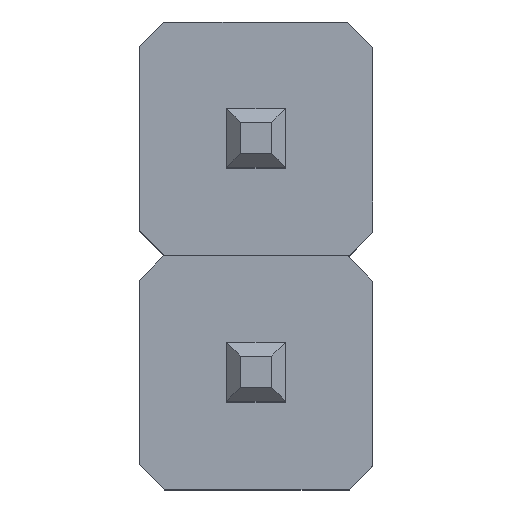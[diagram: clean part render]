
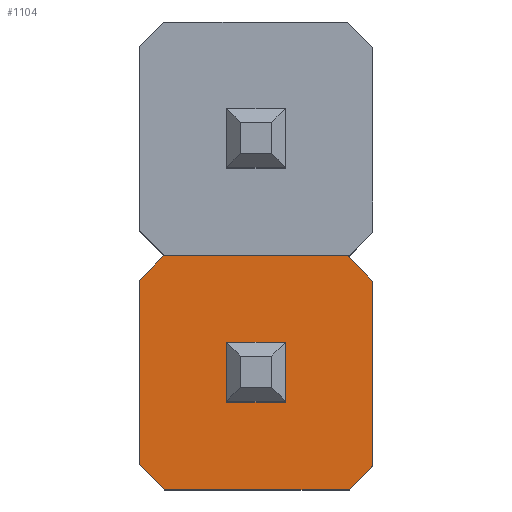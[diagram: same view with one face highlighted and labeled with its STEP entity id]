
A CAD part, top view. The second image highlights one B-rep face of the part: STEP entity #1104.
In plain terms, the highlighted planar face has unit normal (0, 0, 1).
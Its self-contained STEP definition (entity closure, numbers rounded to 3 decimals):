
#22=FACE_BOUND('',#112,.T.);
#44=FACE_OUTER_BOUND('',#111,.T.);
#111=EDGE_LOOP('',(#789,#790,#791,#792,#793,#794,#795,#796));
#112=EDGE_LOOP('',(#797,#798,#799,#800));
#182=LINE('',#1560,#334);
#185=LINE('',#1565,#337);
#187=LINE('',#1569,#339);
#188=LINE('',#1571,#340);
#191=LINE('',#1579,#343);
#194=LINE('',#1585,#346);
#197=LINE('',#1591,#349);
#200=LINE('',#1597,#352);
#203=LINE('',#1603,#355);
#206=LINE('',#1609,#358);
#209=LINE('',#1615,#361);
#212=LINE('',#1619,#364);
#334=VECTOR('',#1267,10.);
#337=VECTOR('',#1272,10.);
#339=VECTOR('',#1276,10.);
#340=VECTOR('',#1279,10.);
#343=VECTOR('',#1284,10.);
#346=VECTOR('',#1289,10.);
#349=VECTOR('',#1294,10.);
#352=VECTOR('',#1299,10.);
#355=VECTOR('',#1304,10.);
#358=VECTOR('',#1309,10.);
#361=VECTOR('',#1314,10.);
#364=VECTOR('',#1319,10.);
#481=VERTEX_POINT('',#1557);
#482=VERTEX_POINT('',#1559);
#483=VERTEX_POINT('',#1563);
#484=VERTEX_POINT('',#1567);
#487=VERTEX_POINT('',#1576);
#488=VERTEX_POINT('',#1578);
#490=VERTEX_POINT('',#1584);
#492=VERTEX_POINT('',#1590);
#494=VERTEX_POINT('',#1596);
#496=VERTEX_POINT('',#1602);
#498=VERTEX_POINT('',#1608);
#500=VERTEX_POINT('',#1614);
#582=EDGE_CURVE('',#482,#481,#182,.T.);
#585=EDGE_CURVE('',#481,#483,#185,.T.);
#587=EDGE_CURVE('',#483,#484,#187,.T.);
#588=EDGE_CURVE('',#484,#482,#188,.T.);
#591=EDGE_CURVE('',#488,#487,#191,.T.);
#594=EDGE_CURVE('',#490,#488,#194,.T.);
#597=EDGE_CURVE('',#492,#490,#197,.T.);
#600=EDGE_CURVE('',#494,#492,#200,.T.);
#603=EDGE_CURVE('',#496,#494,#203,.T.);
#606=EDGE_CURVE('',#498,#496,#206,.T.);
#609=EDGE_CURVE('',#500,#498,#209,.T.);
#612=EDGE_CURVE('',#487,#500,#212,.T.);
#789=ORIENTED_EDGE('',*,*,#612,.T.);
#790=ORIENTED_EDGE('',*,*,#609,.T.);
#791=ORIENTED_EDGE('',*,*,#606,.T.);
#792=ORIENTED_EDGE('',*,*,#603,.T.);
#793=ORIENTED_EDGE('',*,*,#600,.T.);
#794=ORIENTED_EDGE('',*,*,#597,.T.);
#795=ORIENTED_EDGE('',*,*,#594,.T.);
#796=ORIENTED_EDGE('',*,*,#591,.T.);
#797=ORIENTED_EDGE('',*,*,#588,.T.);
#798=ORIENTED_EDGE('',*,*,#582,.T.);
#799=ORIENTED_EDGE('',*,*,#585,.T.);
#800=ORIENTED_EDGE('',*,*,#587,.T.);
#1038=PLANE('',#1187);
#1104=ADVANCED_FACE('',(#44,#22),#1038,.T.);
#1187=AXIS2_PLACEMENT_3D('',#1620,#1320,#1321);
#1267=DIRECTION('',(0.,-1.,0.));
#1272=DIRECTION('',(-1.,0.,0.));
#1276=DIRECTION('',(0.,1.,0.));
#1279=DIRECTION('',(1.,0.,0.));
#1284=DIRECTION('',(0.,-1.,0.));
#1289=DIRECTION('',(-0.707,-0.707,0.));
#1294=DIRECTION('',(-1.,0.,0.));
#1299=DIRECTION('',(-0.707,0.707,0.));
#1304=DIRECTION('',(0.,1.,0.));
#1309=DIRECTION('',(0.707,0.707,0.));
#1314=DIRECTION('',(1.,0.,0.));
#1319=DIRECTION('',(0.707,-0.707,0.));
#1320=DIRECTION('center_axis',(0.,0.,1.));
#1321=DIRECTION('ref_axis',(1.,0.,0.));
#1557=CARTESIAN_POINT('',(0.32,-1.59,2.54));
#1559=CARTESIAN_POINT('',(0.32,-0.95,2.54));
#1560=CARTESIAN_POINT('',(0.32,-0.95,2.54));
#1563=CARTESIAN_POINT('',(-0.32,-1.59,2.54));
#1565=CARTESIAN_POINT('',(0.32,-1.59,2.54));
#1567=CARTESIAN_POINT('',(-0.32,-0.95,2.54));
#1569=CARTESIAN_POINT('',(-0.32,-1.59,2.54));
#1571=CARTESIAN_POINT('',(-0.32,-0.95,2.54));
#1576=CARTESIAN_POINT('',(-1.27,-2.266,2.54));
#1578=CARTESIAN_POINT('',(-1.27,-0.267,2.54));
#1579=CARTESIAN_POINT('',(-1.27,-2.54,2.54));
#1584=CARTESIAN_POINT('',(-1.003,0.,2.54));
#1585=CARTESIAN_POINT('',(-1.003,0.,2.54));
#1590=CARTESIAN_POINT('',(0.996,0.,2.54));
#1591=CARTESIAN_POINT('',(-1.27,0.,2.54));
#1596=CARTESIAN_POINT('',(1.27,-0.274,2.54));
#1597=CARTESIAN_POINT('',(0.996,0.,2.54));
#1602=CARTESIAN_POINT('',(1.27,-2.283,2.54));
#1603=CARTESIAN_POINT('',(1.27,0.,2.54));
#1608=CARTESIAN_POINT('',(1.013,-2.54,2.54));
#1609=CARTESIAN_POINT('',(1.013,-2.54,2.54));
#1614=CARTESIAN_POINT('',(-0.996,-2.54,2.54));
#1615=CARTESIAN_POINT('',(1.27,-2.54,2.54));
#1619=CARTESIAN_POINT('',(-1.27,-2.266,2.54));
#1620=CARTESIAN_POINT('Origin',(0.,-1.27,2.54));
